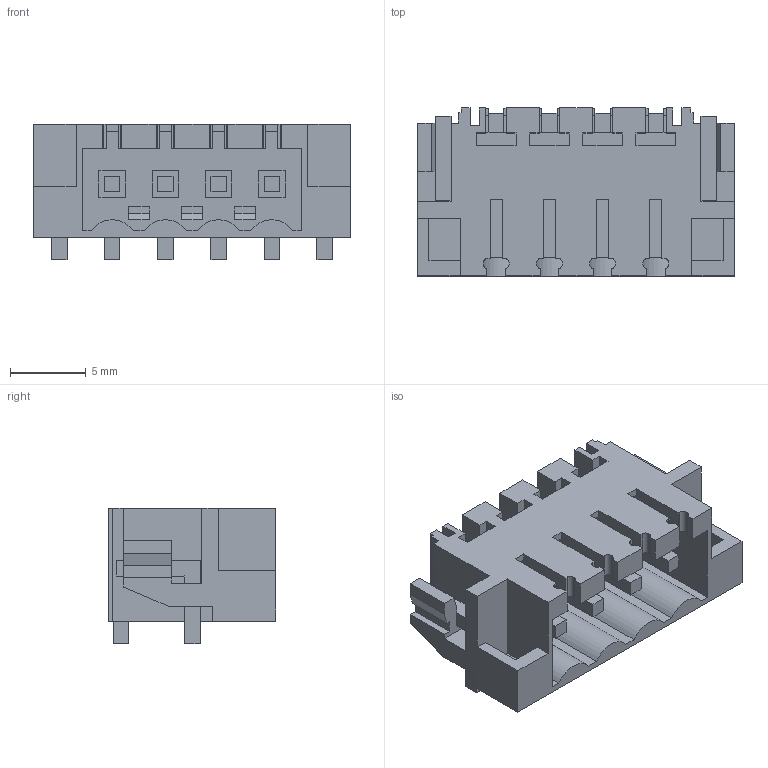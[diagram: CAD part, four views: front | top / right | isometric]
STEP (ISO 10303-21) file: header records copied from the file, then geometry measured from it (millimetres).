
FILE_DESCRIPTION(('CATIA V5 STEP Exchange','CAx-IF Rec.Pracs.--- Model Styling and Organization---1.2---2011-12-15'),'2;1');
FILE_NAME ('D1446198_0_1000600000_1000600000.stp','2018-03-10T07:15:52+00:00',('none'),('Weidmueller'),'CATIA Version 5-6 Release 2014','CATIA V5 STEP AP214','none');
FILE_SCHEMA(('AUTOMOTIVE_DESIGN { 1 0 10303 214 1 1 1 1 }'));
Length unit declared in the file: millimetre
Products named in the file (1): 1000600000
Bounding box: 20.85 x 11.05 x 8.95 mm (x, y, z)
Volume: 753.4 mm3; surface area: 1970.3 mm2
Topology: 7 solids, 7 shells, 352 faces, 1062 edges, 729 vertices
Faces by surface type: plane 332, cylinder 20
Entity records: 11256 total; most frequent: ORIENTED_EDGE 2124, CARTESIAN_POINT 2043, DIRECTION 1546, EDGE_CURVE 1062, VECTOR 1016, LINE 1016, VERTEX_POINT 729, EDGE_LOOP 369
